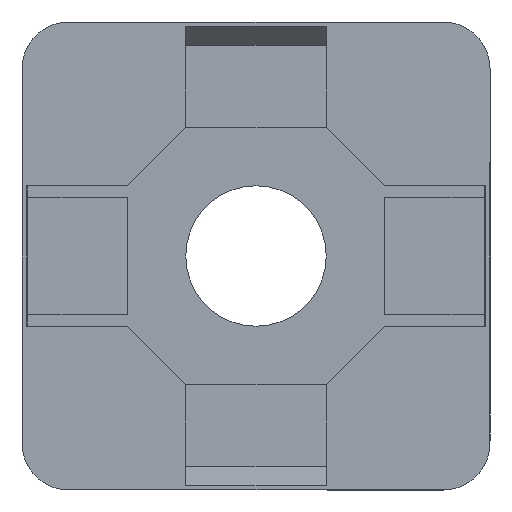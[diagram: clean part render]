
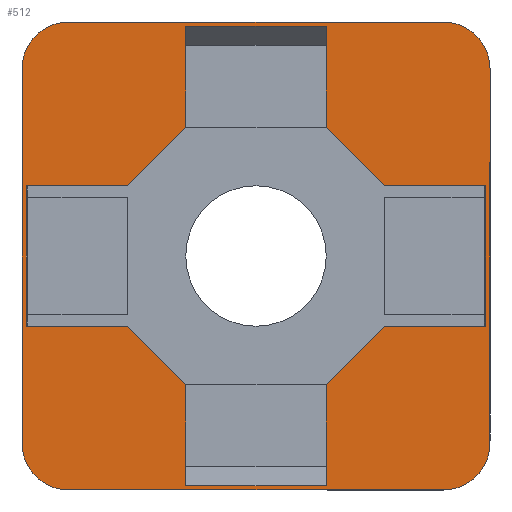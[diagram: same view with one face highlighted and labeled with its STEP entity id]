
A CAD part, front view. The second image highlights one B-rep face of the part: STEP entity #512.
In plain terms, the highlighted planar face has unit normal (0, -1, 0).
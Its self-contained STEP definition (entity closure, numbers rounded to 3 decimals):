
#140=CARTESIAN_POINT('',(9.808,0.0,3.));
#141=VERTEX_POINT('',#140);
#158=CARTESIAN_POINT('',(9.808,0.0,-3.));
#159=VERTEX_POINT('',#158);
#166=CARTESIAN_POINT('',(9.808,0.0,-3.));
#167=DIRECTION('',(0.0,0.0,1.0));
#168=VECTOR('',#167,6.);
#169=LINE('',#166,#168);
#170=EDGE_CURVE('',#159,#141,#169,.T.);
#180=CARTESIAN_POINT('',(3.,0.0,-9.808));
#181=VERTEX_POINT('',#180);
#198=CARTESIAN_POINT('',(-3.,0.0,-9.808));
#199=VERTEX_POINT('',#198);
#206=CARTESIAN_POINT('',(-3.,0.0,-9.808));
#207=DIRECTION('',(1.0,0.0,0.0));
#208=VECTOR('',#207,6.);
#209=LINE('',#206,#208);
#210=EDGE_CURVE('',#199,#181,#209,.T.);
#220=CARTESIAN_POINT('',(-9.808,0.0,-3.0));
#221=VERTEX_POINT('',#220);
#238=CARTESIAN_POINT('',(-9.808,0.0,3.0));
#239=VERTEX_POINT('',#238);
#246=CARTESIAN_POINT('',(-9.808,0.0,3.0));
#247=DIRECTION('',(0.0,0.0,-1.0));
#248=VECTOR('',#247,6.0);
#249=LINE('',#246,#248);
#250=EDGE_CURVE('',#239,#221,#249,.T.);
#260=CARTESIAN_POINT('',(-3.,0.0,9.808));
#261=VERTEX_POINT('',#260);
#278=CARTESIAN_POINT('',(3.,0.0,9.808));
#279=VERTEX_POINT('',#278);
#286=CARTESIAN_POINT('',(3.,0.0,9.808));
#287=DIRECTION('',(-1.0,0.0,0.0));
#288=VECTOR('',#287,6.0);
#289=LINE('',#286,#288);
#290=EDGE_CURVE('',#279,#261,#289,.T.);
#300=CARTESIAN_POINT('',(5.5,0.0,3.0));
#301=VERTEX_POINT('',#300);
#302=CARTESIAN_POINT('',(3.,0.0,5.5));
#303=VERTEX_POINT('',#302);
#304=CARTESIAN_POINT('',(5.5,0.0,3.));
#305=DIRECTION('',(-0.707,0.0,0.707));
#306=VECTOR('',#305,3.536);
#307=LINE('',#304,#306);
#308=EDGE_CURVE('',#301,#303,#307,.T.);
#341=CARTESIAN_POINT('',(3.,0.0,9.808));
#342=DIRECTION('',(0.0,0.0,-1.0));
#343=VECTOR('',#342,4.308);
#344=LINE('',#341,#343);
#345=EDGE_CURVE('',#279,#303,#344,.T.);
#357=CARTESIAN_POINT('',(0.,0.0,0.));
#358=DIRECTION('',(0.0,-1.0,0.0));
#359=DIRECTION('',(0.0,0.0,-1.0));
#360=AXIS2_PLACEMENT_3D('',#357,#358,#359);
#361=PLANE('',#360);
#362=CARTESIAN_POINT('',(-10.,0.0,8.));
#363=VERTEX_POINT('',#362);
#364=CARTESIAN_POINT('',(-8.,0.0,10.));
#365=VERTEX_POINT('',#364);
#366=CARTESIAN_POINT('',(-8.,0.0,8.));
#367=DIRECTION('',(0.0,1.0,0.0));
#368=DIRECTION('',(-0.707,0.0,0.707));
#369=AXIS2_PLACEMENT_3D('',#366,#367,#368);
#370=CIRCLE('',#369,2.0);
#371=EDGE_CURVE('',#363,#365,#370,.T.);
#372=ORIENTED_EDGE('',*,*,#371,.F.);
#373=CARTESIAN_POINT('',(-10.,0.0,-8.0));
#374=VERTEX_POINT('',#373);
#375=CARTESIAN_POINT('',(-10.,0.0,8.));
#376=DIRECTION('',(0.0,0.0,-1.0));
#377=VECTOR('',#376,16.0);
#378=LINE('',#375,#377);
#379=EDGE_CURVE('',#363,#374,#378,.T.);
#380=ORIENTED_EDGE('',*,*,#379,.T.);
#381=CARTESIAN_POINT('',(-8.,0.0,-10.0));
#382=VERTEX_POINT('',#381);
#383=CARTESIAN_POINT('',(-8.,0.0,-8.0));
#384=DIRECTION('',(0.0,1.0,0.0));
#385=DIRECTION('',(-0.707,0.0,-0.707));
#386=AXIS2_PLACEMENT_3D('',#383,#384,#385);
#387=CIRCLE('',#386,2.0);
#388=EDGE_CURVE('',#382,#374,#387,.T.);
#389=ORIENTED_EDGE('',*,*,#388,.F.);
#390=CARTESIAN_POINT('',(8.,0.0,-10.0));
#391=VERTEX_POINT('',#390);
#392=CARTESIAN_POINT('',(-8.,0.0,-10.0));
#393=DIRECTION('',(1.0,0.0,0.0));
#394=VECTOR('',#393,16.0);
#395=LINE('',#392,#394);
#396=EDGE_CURVE('',#382,#391,#395,.T.);
#397=ORIENTED_EDGE('',*,*,#396,.T.);
#398=CARTESIAN_POINT('',(10.,0.0,-8.0));
#399=VERTEX_POINT('',#398);
#400=CARTESIAN_POINT('',(8.0,0.0,-8.0));
#401=DIRECTION('',(0.0,1.0,0.0));
#402=DIRECTION('',(0.707,0.0,-0.707));
#403=AXIS2_PLACEMENT_3D('',#400,#401,#402);
#404=CIRCLE('',#403,2.0);
#405=EDGE_CURVE('',#399,#391,#404,.T.);
#406=ORIENTED_EDGE('',*,*,#405,.F.);
#407=CARTESIAN_POINT('',(10.,0.0,8.));
#408=VERTEX_POINT('',#407);
#409=CARTESIAN_POINT('',(10.,0.0,-8.0));
#410=DIRECTION('',(0.0,0.0,1.0));
#411=VECTOR('',#410,16.0);
#412=LINE('',#409,#411);
#413=EDGE_CURVE('',#399,#408,#412,.T.);
#414=ORIENTED_EDGE('',*,*,#413,.T.);
#415=CARTESIAN_POINT('',(8.,0.0,10.));
#416=VERTEX_POINT('',#415);
#417=CARTESIAN_POINT('',(8.,0.0,8.));
#418=DIRECTION('',(0.0,1.0,0.0));
#419=DIRECTION('',(0.707,0.0,0.707));
#420=AXIS2_PLACEMENT_3D('',#417,#418,#419);
#421=CIRCLE('',#420,2.0);
#422=EDGE_CURVE('',#416,#408,#421,.T.);
#423=ORIENTED_EDGE('',*,*,#422,.F.);
#424=CARTESIAN_POINT('',(8.,0.0,10.));
#425=DIRECTION('',(-1.0,0.0,0.0));
#426=VECTOR('',#425,16.0);
#427=LINE('',#424,#426);
#428=EDGE_CURVE('',#416,#365,#427,.T.);
#429=ORIENTED_EDGE('',*,*,#428,.T.);
#430=EDGE_LOOP('',(#372,#380,#389,#397,#406,#414,#423,#429));
#431=FACE_OUTER_BOUND('',#430,.T.);
#432=CARTESIAN_POINT('',(5.5,0.0,-3.));
#433=VERTEX_POINT('',#432);
#434=CARTESIAN_POINT('',(9.808,0.0,-3.));
#435=DIRECTION('',(-1.0,0.0,0.0));
#436=VECTOR('',#435,4.308);
#437=LINE('',#434,#436);
#438=EDGE_CURVE('',#159,#433,#437,.T.);
#439=ORIENTED_EDGE('',*,*,#438,.T.);
#440=CARTESIAN_POINT('',(3.,0.0,-5.5));
#441=VERTEX_POINT('',#440);
#442=CARTESIAN_POINT('',(3.,0.0,-5.5));
#443=DIRECTION('',(0.707,0.0,0.707));
#444=VECTOR('',#443,3.536);
#445=LINE('',#442,#444);
#446=EDGE_CURVE('',#441,#433,#445,.T.);
#447=ORIENTED_EDGE('',*,*,#446,.F.);
#448=CARTESIAN_POINT('',(3.,0.0,-9.808));
#449=DIRECTION('',(0.0,0.0,1.0));
#450=VECTOR('',#449,4.308);
#451=LINE('',#448,#450);
#452=EDGE_CURVE('',#181,#441,#451,.T.);
#453=ORIENTED_EDGE('',*,*,#452,.F.);
#454=ORIENTED_EDGE('',*,*,#210,.F.);
#455=CARTESIAN_POINT('',(-3.,0.0,-5.5));
#456=VERTEX_POINT('',#455);
#457=CARTESIAN_POINT('',(-3.,0.0,-9.808));
#458=DIRECTION('',(0.0,0.0,1.0));
#459=VECTOR('',#458,4.308);
#460=LINE('',#457,#459);
#461=EDGE_CURVE('',#199,#456,#460,.T.);
#462=ORIENTED_EDGE('',*,*,#461,.T.);
#463=CARTESIAN_POINT('',(-5.5,0.0,-3.0));
#464=VERTEX_POINT('',#463);
#465=CARTESIAN_POINT('',(-5.5,0.0,-3.));
#466=DIRECTION('',(0.707,0.0,-0.707));
#467=VECTOR('',#466,3.536);
#468=LINE('',#465,#467);
#469=EDGE_CURVE('',#464,#456,#468,.T.);
#470=ORIENTED_EDGE('',*,*,#469,.F.);
#471=CARTESIAN_POINT('',(-9.808,0.0,-3.0));
#472=DIRECTION('',(1.0,0.0,0.0));
#473=VECTOR('',#472,4.308);
#474=LINE('',#471,#473);
#475=EDGE_CURVE('',#221,#464,#474,.T.);
#476=ORIENTED_EDGE('',*,*,#475,.F.);
#477=ORIENTED_EDGE('',*,*,#250,.F.);
#478=CARTESIAN_POINT('',(-5.5,0.0,3.));
#479=VERTEX_POINT('',#478);
#480=CARTESIAN_POINT('',(-9.808,0.0,3.0));
#481=DIRECTION('',(1.0,0.0,0.0));
#482=VECTOR('',#481,4.308);
#483=LINE('',#480,#482);
#484=EDGE_CURVE('',#239,#479,#483,.T.);
#485=ORIENTED_EDGE('',*,*,#484,.T.);
#486=CARTESIAN_POINT('',(-3.,0.0,5.5));
#487=VERTEX_POINT('',#486);
#488=CARTESIAN_POINT('',(-3.,0.0,5.5));
#489=DIRECTION('',(-0.707,0.0,-0.707));
#490=VECTOR('',#489,3.536);
#491=LINE('',#488,#490);
#492=EDGE_CURVE('',#487,#479,#491,.T.);
#493=ORIENTED_EDGE('',*,*,#492,.F.);
#494=CARTESIAN_POINT('',(-3.,0.0,5.5));
#495=DIRECTION('',(0.0,0.0,1.0));
#496=VECTOR('',#495,4.308);
#497=LINE('',#494,#496);
#498=EDGE_CURVE('',#487,#261,#497,.T.);
#499=ORIENTED_EDGE('',*,*,#498,.T.);
#500=ORIENTED_EDGE('',*,*,#290,.F.);
#501=ORIENTED_EDGE('',*,*,#345,.T.);
#502=ORIENTED_EDGE('',*,*,#308,.F.);
#503=CARTESIAN_POINT('',(9.808,0.0,3.0));
#504=DIRECTION('',(-1.0,0.0,0.0));
#505=VECTOR('',#504,4.308);
#506=LINE('',#503,#505);
#507=EDGE_CURVE('',#141,#301,#506,.T.);
#508=ORIENTED_EDGE('',*,*,#507,.F.);
#509=ORIENTED_EDGE('',*,*,#170,.F.);
#510=EDGE_LOOP('',(#439,#447,#453,#454,#462,#470,#476,#477,#485,#493,#499,#500,#501,#502,#508,#509));
#511=FACE_BOUND('',#510,.T.);
#512=ADVANCED_FACE('',(#431,#511),#361,.T.);
